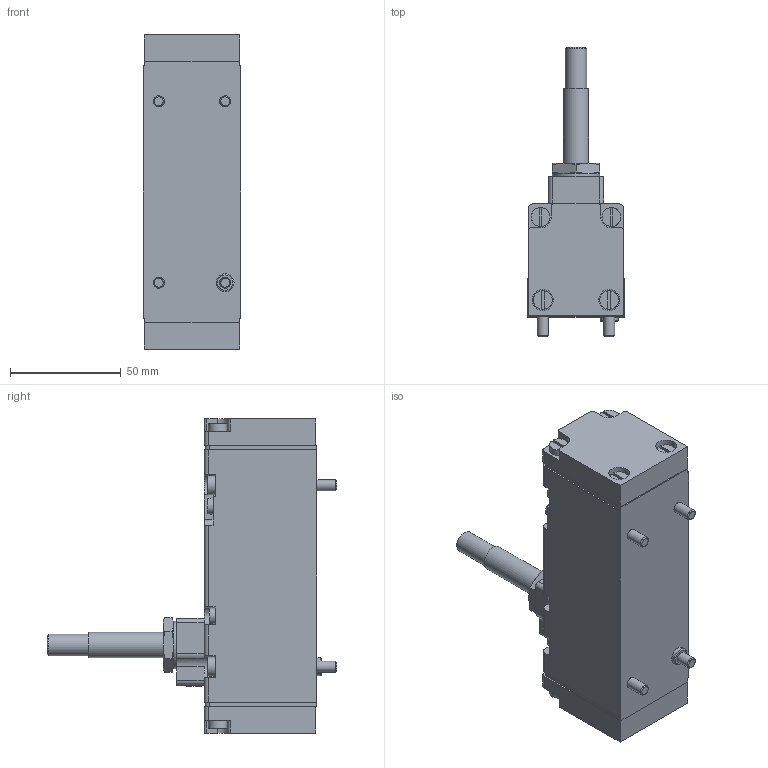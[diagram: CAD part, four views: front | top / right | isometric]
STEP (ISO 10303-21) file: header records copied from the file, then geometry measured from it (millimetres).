
FILE_DESCRIPTION(/* description */ ('STEP AP214'),/* implementation_level */ '2;1');
FILE_NAME(/* name */ '6117_CM-5_2-1_2-CH',/* time_stamp */ '2024-08-05T18:30:46+02:00',/* author */ ('License CC BY-ND 4.0'),/* organization */ ('CADENAS'),/* preprocessor_version */ 'ST-DEVELOPER v19.3',/* originating_system */ 'PARTsolutions',/* authorisation */ ' ');
FILE_SCHEMA (('AUTOMOTIVE_DESIGN {1 0 10303 214 3 1 1}'));
Length unit declared in the file: millimetre
Products named in the file (1): 6117 CM-5/2-1/2-CH
Bounding box: 44 x 131 x 142 mm (x, y, z)
Volume: 322409.1 mm3; surface area: 38349.7 mm2
Topology: 1 solids, 1 shells, 266 faces, 681 edges, 447 vertices
Faces by surface type: plane 174, cylinder 72, cone 19, torus 1
Full cylindrical faces by diameter (mm): 3 x1, 5 x4, 7 x4, 7.5 x1, 8 x1, 8.5 x12, 9.5 x4, 9.728 x1, 11.4 x1, 21.5 x1
Entity records: 7748 total; most frequent: CARTESIAN_POINT 1397, DIRECTION 1348, ORIENTED_EDGE 1244, EDGE_CURVE 622, AXIS2_PLACEMENT_3D 487, VERTEX_POINT 424, LINE 374, VECTOR 374
